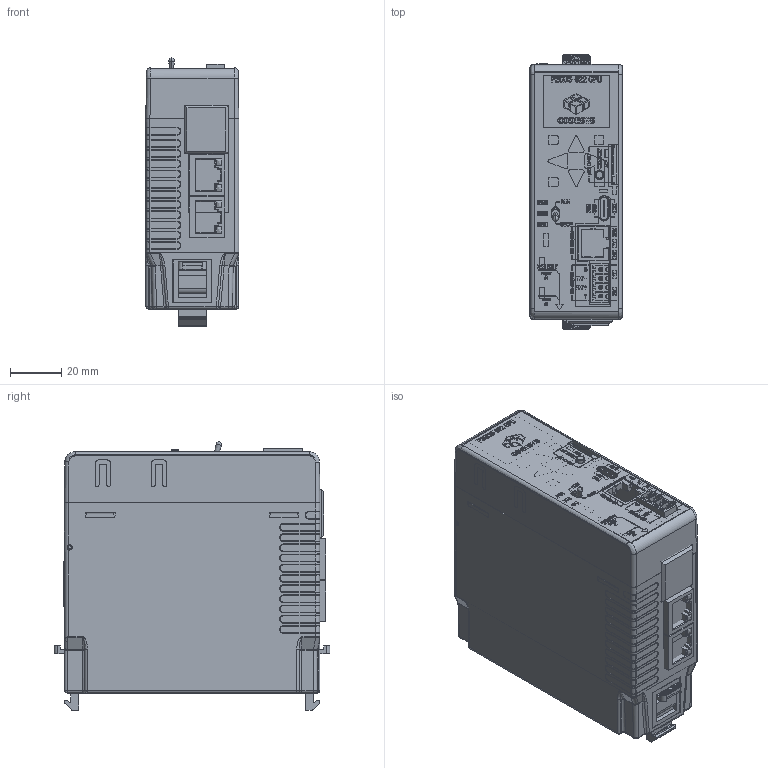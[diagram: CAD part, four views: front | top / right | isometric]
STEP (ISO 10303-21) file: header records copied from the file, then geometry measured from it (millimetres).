
FILE_DESCRIPTION (( 'STEP AP214' ), '1' );
FILE_NAME ('P2CDS-622.STEP', '2023-09-19T13:53:14', ( '' ), ( '' ), 'SwSTEP 2.0', 'SolidWorks 2021', '' );
FILE_SCHEMA (( 'AUTOMOTIVE_DESIGN' ));
Length unit declared in the file: inch
Products named in the file (1): P2CDS-622
Bounding box: 36.65 x 108.13 x 105.18 mm (x, y, z)
Volume: 36726.7 mm3; surface area: 83025.1 mm2
Topology: 23 solids, 25 shells, 3979 faces, 11581 edges, 7855 vertices
Faces by surface type: plane 2836, bspline 630, cylinder 497, cone 16
Entity records: 157597 total; most frequent: CARTESIAN_POINT 58062, ORIENTED_EDGE 23134, DIRECTION 16646, EDGE_CURVE 11567, LINE 7986, VECTOR 7986, VERTEX_POINT 7855, AXIS2_PLACEMENT_3D 4330
